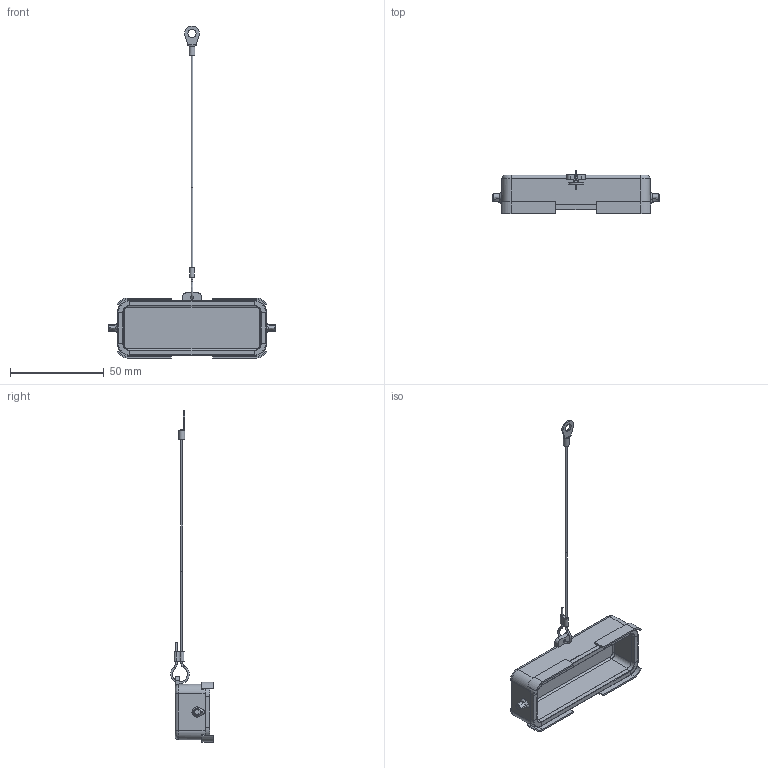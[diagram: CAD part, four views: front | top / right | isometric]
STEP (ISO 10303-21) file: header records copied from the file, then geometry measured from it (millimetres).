
FILE_DESCRIPTION(/* description */ (''),/* implementation_level */ '2;1');
FILE_NAME(/* name */ 'C146_10Z025_100_2.stp',/* time_stamp */ '2016-10-13T08:43:21+02:00',/* author */ (''),/* organization */ (''),/* preprocessor_version */ 'ST-DEVELOPER v15',/* originating_system */ 'SIEMENS PLM Software NX 9.0',/* authorisation */ '');
FILE_SCHEMA (('CONFIG_CONTROL_DESIGN'));
Length unit declared in the file: millimetre
Products named in the file (1): c3d-c146 10z025 100 2nxm001-01
Bounding box: 89 x 22.9 x 177.15 mm (x, y, z)
Volume: 15388.3 mm3; surface area: 14627.9 mm2
Topology: 1 solids, 2 shells, 266 faces, 652 edges, 393 vertices
Faces by surface type: plane 107, bspline 86, cylinder 64, cone 9
Full cylindrical faces by diameter (mm): 1 x1, 1.6 x1, 2 x1, 4.3 x1
Entity records: 10100 total; most frequent: CARTESIAN_POINT 4276, ORIENTED_EDGE 1262, DIRECTION 1069, EDGE_CURVE 631, VERTEX_POINT 389, AXIS2_PLACEMENT_3D 376, LINE 317, VECTOR 317
